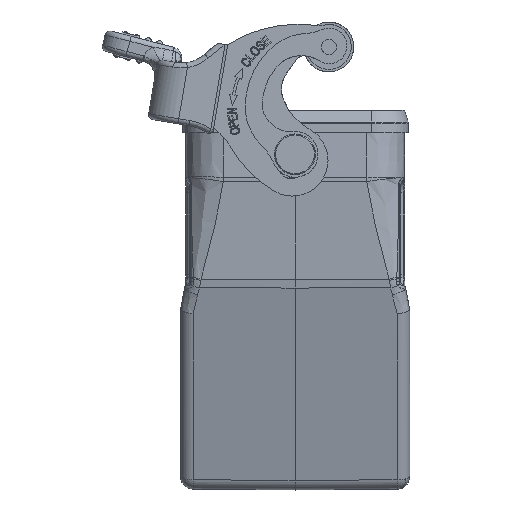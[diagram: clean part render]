
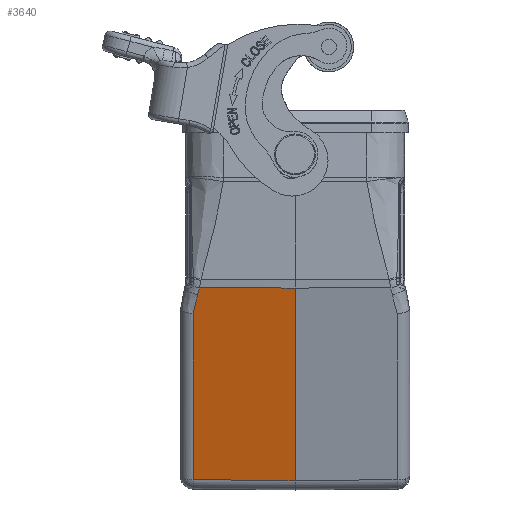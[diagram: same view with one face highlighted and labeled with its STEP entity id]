
A CAD part, left-side view. The second image highlights one B-rep face of the part: STEP entity #3640.
In plain terms, the highlighted planar face has unit normal (-0.966, 0.009, -0.259).
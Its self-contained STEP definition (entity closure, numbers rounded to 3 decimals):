
#1235=B_SPLINE_CURVE_WITH_KNOTS('',3,(#37149,#37150,#37151,#37152),
 .UNSPECIFIED.,.F.,.F.,(4,4),(0.,1.),.UNSPECIFIED.);
#1236=B_SPLINE_CURVE_WITH_KNOTS('',3,(#37154,#37155,#37156,#37157,#37158,
#37159),.UNSPECIFIED.,.F.,.F.,(4,2,4),(0.,0.5,1.),.UNSPECIFIED.);
#1237=B_SPLINE_CURVE_WITH_KNOTS('',3,(#37161,#37162,#37163,#37164),
 .UNSPECIFIED.,.F.,.F.,(4,4),(0.,1.),.UNSPECIFIED.);
#3640=ADVANCED_FACE('',(#5719),#5038,.F.);
#5038=PLANE('',#26393);
#5719=FACE_OUTER_BOUND('',#7175,.T.);
#7175=EDGE_LOOP('',(#9647,#9648,#9649,#9650,#9651,#9652));
#9647=ORIENTED_EDGE('',*,*,#19658,.F.);
#9648=ORIENTED_EDGE('',*,*,#19659,.T.);
#9649=ORIENTED_EDGE('',*,*,#19657,.F.);
#9650=ORIENTED_EDGE('',*,*,#19660,.T.);
#9651=ORIENTED_EDGE('',*,*,#19661,.T.);
#9652=ORIENTED_EDGE('',*,*,#19662,.T.);
#16973=VERTEX_POINT('',#37111);
#16978=VERTEX_POINT('',#37142);
#16979=VERTEX_POINT('',#37146);
#16980=VERTEX_POINT('',#37147);
#16981=VERTEX_POINT('',#37153);
#16982=VERTEX_POINT('',#37160);
#19657=EDGE_CURVE('',#16978,#16973,#23138,.T.);
#19658=EDGE_CURVE('',#16979,#16980,#23139,.T.);
#19659=EDGE_CURVE('',#16979,#16973,#23140,.T.);
#19660=EDGE_CURVE('',#16978,#16981,#1235,.T.);
#19661=EDGE_CURVE('',#16981,#16982,#1236,.T.);
#19662=EDGE_CURVE('',#16982,#16980,#1237,.T.);
#23138=LINE('',#37143,#24714);
#23139=LINE('',#37145,#24715);
#23140=LINE('',#37148,#24716);
#24714=VECTOR('',#29156,1.);
#24715=VECTOR('',#29159,1.);
#24716=VECTOR('',#29160,1.);
#26393=AXIS2_PLACEMENT_3D('',#37165,#29161,#29162);
#29156=DIRECTION('',(-0.009,-1.,-0.002));
#29159=DIRECTION('',(0.007,1.,0.009));
#29160=DIRECTION('',(-0.259,0.,0.966));
#29161=DIRECTION('',(0.966,-0.009,0.259));
#29162=DIRECTION('',(-0.259,0.,0.966));
#37111=CARTESIAN_POINT('',(-34.58,0.,-32.345));
#37142=CARTESIAN_POINT('',(-34.422,18.768,-32.318));
#37143=CARTESIAN_POINT('',(-34.418,18.767,-32.316));
#37145=CARTESIAN_POINT('',(-24.451,0.,-70.147));
#37146=CARTESIAN_POINT('',(-24.451,0.,-70.147));
#37147=CARTESIAN_POINT('',(-24.317,20.022,-69.972));
#37148=CARTESIAN_POINT('',(-24.451,0.,-70.147));
#37149=CARTESIAN_POINT('',(-34.418,18.767,-32.317));
#37150=CARTESIAN_POINT('',(-34.295,18.883,-32.77));
#37151=CARTESIAN_POINT('',(-34.173,18.999,-33.224));
#37152=CARTESIAN_POINT('',(-34.05,19.115,-33.678));
#37153=CARTESIAN_POINT('',(-34.053,19.115,-33.679));
#37154=CARTESIAN_POINT('',(-34.05,19.115,-33.678));
#37155=CARTESIAN_POINT('',(-33.86,19.325,-34.38));
#37156=CARTESIAN_POINT('',(-33.681,19.506,-35.041));
#37157=CARTESIAN_POINT('',(-33.417,19.744,-36.02));
#37158=CARTESIAN_POINT('',(-33.233,19.889,-36.702));
#37159=CARTESIAN_POINT('',(-33.046,20.022,-37.395));
#37160=CARTESIAN_POINT('',(-33.046,20.022,-37.395));
#37161=CARTESIAN_POINT('',(-33.046,20.022,-37.395));
#37162=CARTESIAN_POINT('',(-30.136,20.022,-48.254));
#37163=CARTESIAN_POINT('',(-27.227,20.022,-59.113));
#37164=CARTESIAN_POINT('',(-24.317,20.022,-69.972));
#37165=CARTESIAN_POINT('',(-29.431,10.011,-51.223));
